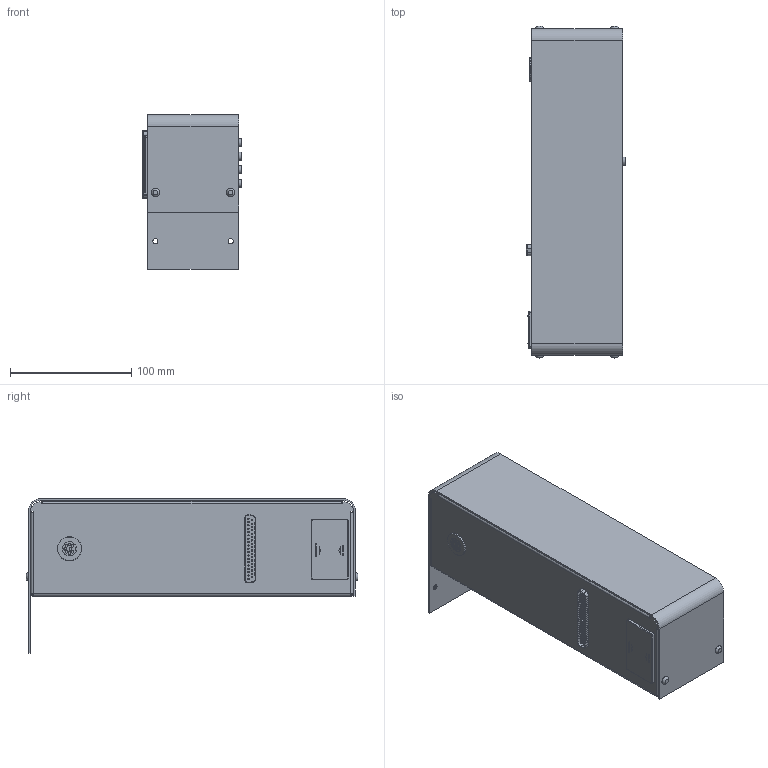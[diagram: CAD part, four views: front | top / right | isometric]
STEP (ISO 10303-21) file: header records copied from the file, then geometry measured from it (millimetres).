
FILE_DESCRIPTION(/* description */ (''),/* implementation_level */ '2;1');
FILE_NAME(/* name */ 'S01433_R2_Smartbox_Shrinkwrap_1.stp',/* time_stamp */ '2021-02-02T09:18:59+01:00',/* author */ ('glueck'),/* organization */ (''),/* preprocessor_version */ 'ST-DEVELOPER v18.1',/* originating_system */ 'Autodesk Inventor 2021',/* authorisation */ '');
FILE_SCHEMA (('AUTOMOTIVE_DESIGN { 1 0 10303 214 3 1 1 }'));
Products named in the file (1): S01433_R2_Smartbox_Shrinkwrap_1
Bounding box: 82.3 x 273.8 x 127.5 mm (x, y, z)
Volume: 404850.6 mm3; surface area: 272440.5 mm2
Topology: 1 solids, 1 shells, 2659 faces, 7012 edges, 4457 vertices
Faces by surface type: plane 1519, bspline 654, cylinder 434, cone 26, torus 20, sphere 6
Full cylindrical faces by diameter (mm): 1.01 x37, 1.51 x37, 2.2 x8, 3.5 x1, 4 x5, 4.2 x2, 4.7 x2, 5 x1, 6 x4, 6.5 x8, 7 x4, 11.7 x1, 15.6 x1, 20 x1
Entity records: 116800 total; most frequent: CARTESIAN_POINT 52502, ORIENTED_EDGE 13868, DIRECTION 10574, EDGE_CURVE 6934, LINE 4582, VECTOR 4582, VERTEX_POINT 4457, AXIS2_PLACEMENT_3D 2996
